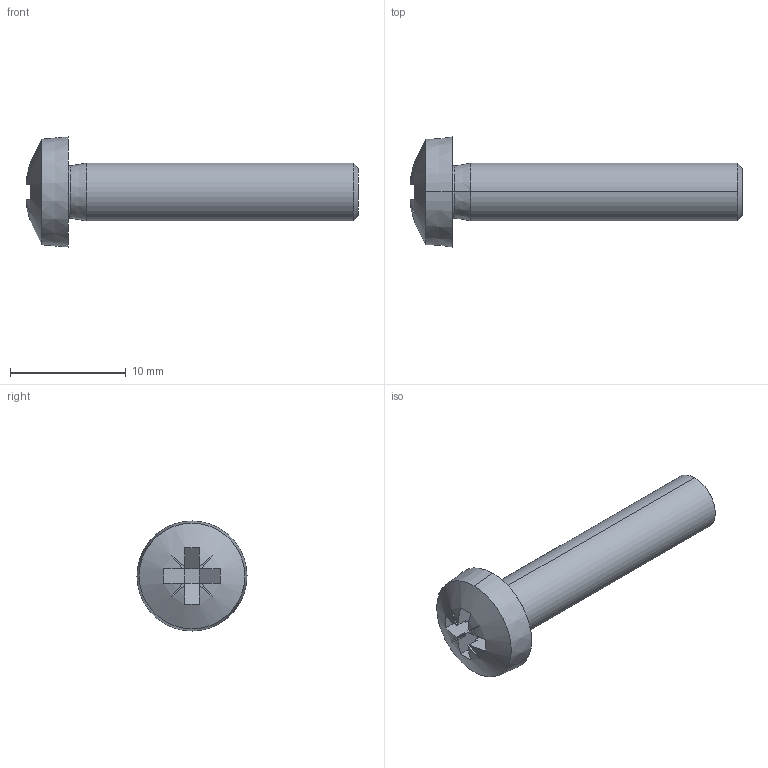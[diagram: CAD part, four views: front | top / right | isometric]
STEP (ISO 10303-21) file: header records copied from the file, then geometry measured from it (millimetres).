
FILE_DESCRIPTION (( 'STEP AP214' ), '1' );
FILE_NAME ('DIN 7985 M5x25 Grade A2f.STEP', '2015-10-26T08:12:57', ( '' ), ( '' ), 'SwSTEP 2.0', 'SolidWorks 2015', '' );
FILE_SCHEMA (( 'AUTOMOTIVE_DESIGN' ));
Length unit declared in the file: millimetre
Products named in the file (1): DIN 7985 M5x25 Grade A2f
Bounding box: 28.64 x 9.5 x 9.5 mm (x, y, z)
Volume: 661.7 mm3; surface area: 654.2 mm2
Topology: 1 solids, 2 shells, 44 faces, 108 edges, 70 vertices
Faces by surface type: plane 31, cone 6, cylinder 4, bspline 3
Entity records: 1367 total; most frequent: CARTESIAN_POINT 334, ORIENTED_EDGE 216, DIRECTION 188, EDGE_CURVE 108, VERTEX_POINT 70, LINE 68, VECTOR 68, AXIS2_PLACEMENT_3D 60
